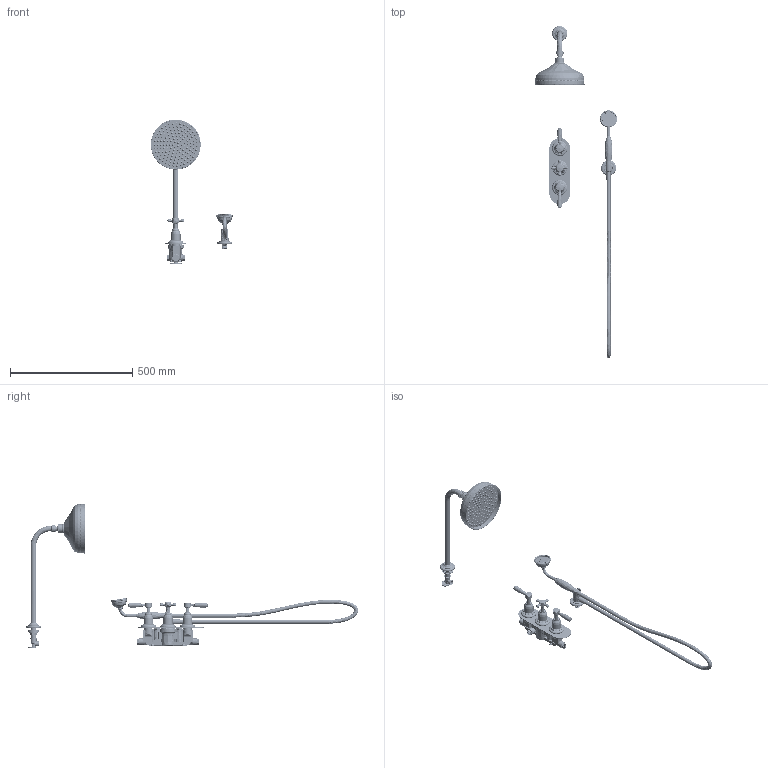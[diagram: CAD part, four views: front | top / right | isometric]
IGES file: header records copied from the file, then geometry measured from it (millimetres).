
Global section: file name: V2B2-XM-V908; native system: Autodesk Inventor 2018; preprocessor: unknown; author: rclarke; date: 20190708.101521; units: millimetre
Bounding box: 337.02 x 1358.5 x 591.79 mm (x, y, z)
Volume: 2690340 mm3; surface area: 751212 mm2
Topology: 108 solids, 124 shells, 4381 faces, 11200 edges, 7547 vertices
Faces by surface type: bspline 4381
